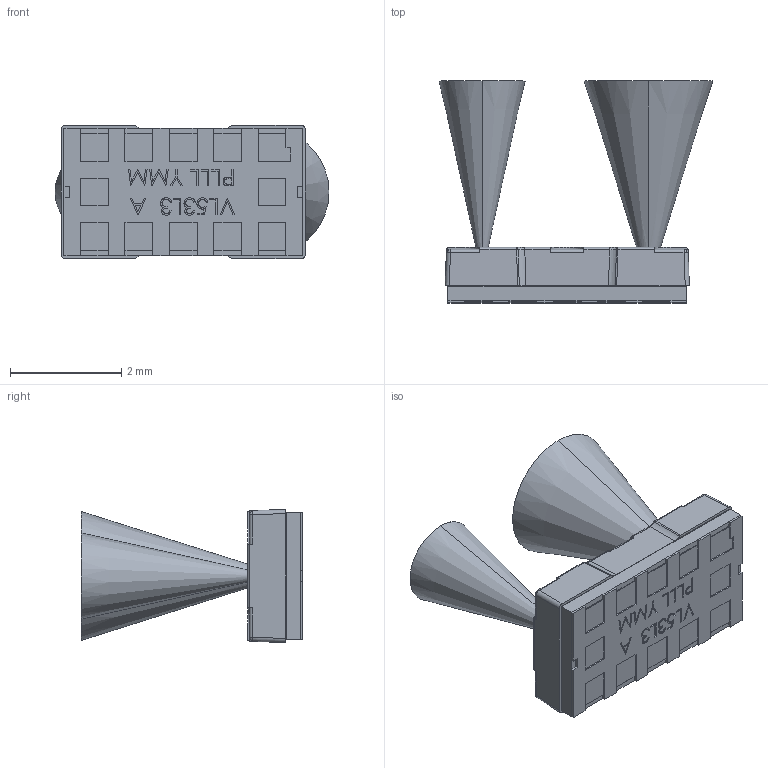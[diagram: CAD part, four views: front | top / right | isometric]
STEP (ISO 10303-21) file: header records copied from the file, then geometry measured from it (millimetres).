
FILE_DESCRIPTION (( 'STEP AP214' ), '1' );
FILE_NAME ('VL53L3 MODULE ASSEMBLY.STEP', '2024-01-11T08:02:25', ( '' ), ( '' ), 'SwSTEP 2.0', 'SolidWorks 2022', '' );
FILE_SCHEMA (( 'AUTOMOTIVE_DESIGN' ));
Length unit declared in the file: millimetre
Products named in the file (7): VL53L3 MODULE ASSEMBLY; VL53L3 Substrate Assembly; VL53L3 Cap; VL53L3 Substrate; VL53L3 Rx Exclusion Cone; VL53L3 Cap Assembly; VL53L3 Tx Exclusion Cone
Assembly tree (6 placements, depth 3):
  VL53L3 MODULE ASSEMBLY
    VL53L3 Substrate Assembly
      VL53L3 Substrate
    VL53L3 Cap Assembly
      VL53L3 Cap
    VL53L3 Tx Exclusion Cone
    VL53L3 Rx Exclusion Cone
Bounding box: 4.94 x 4 x 2.4 mm (x, y, z)
Volume: 9.9 mm3; surface area: 99 mm2
Topology: 4 solids, 4 shells, 402 faces, 1034 edges, 664 vertices
Faces by surface type: plane 265, cylinder 59, bspline 58, cone 20
Entity records: 15664 total; most frequent: CARTESIAN_POINT 4877, ORIENTED_EDGE 2068, DIRECTION 1742, EDGE_CURVE 1034, LINE 788, VECTOR 788, VERTEX_POINT 664, AXIS2_PLACEMENT_3D 477
